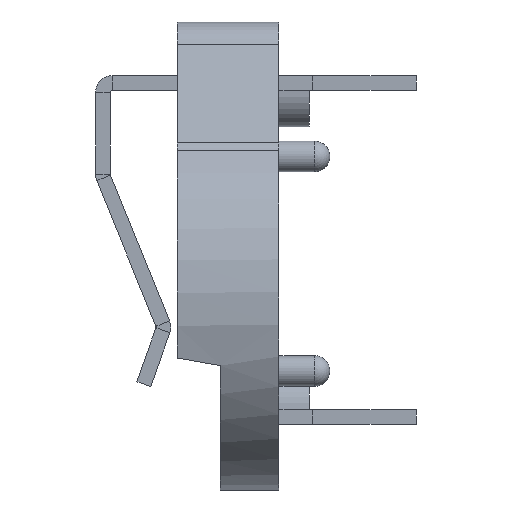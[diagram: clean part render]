
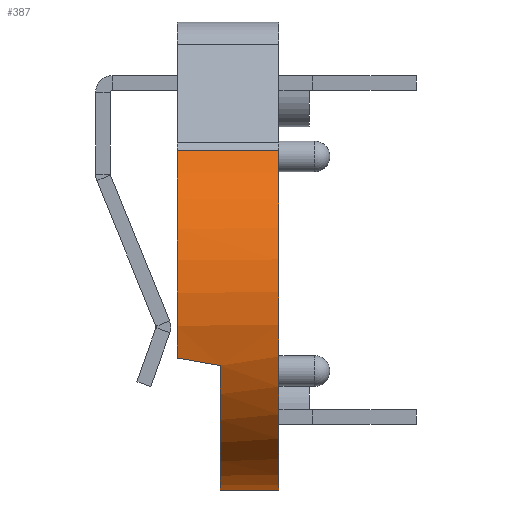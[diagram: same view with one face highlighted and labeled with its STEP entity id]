
A CAD part, left-side view. The second image highlights one B-rep face of the part: STEP entity #387.
In plain terms, the highlighted cylindrical face has radius 9.525 mm (diameter 19.05 mm), a partial arc.
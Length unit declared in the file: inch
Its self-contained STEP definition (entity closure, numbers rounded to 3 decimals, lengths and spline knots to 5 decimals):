
#39 = CARTESIAN_POINT ( 'NONE',  ( 0., -0.99349, 0. ) ) ;
#112 = LINE ( 'NONE', #503, #1161 ) ;
#200 = DIRECTION ( 'NONE',  ( 0., 0., -1. ) ) ;
#239 = DIRECTION ( 'NONE',  ( 0., 0., 1. ) ) ;
#351 = EDGE_CURVE ( 'NONE', #660, #2379, #923, .T. ) ;
#387 = ADVANCED_FACE ( 'NONE', ( #1886 ), #1519, .T. ) ;
#391 = CARTESIAN_POINT ( 'NONE',  ( -0.35693, 0.2, -0.115 ) ) ;
#497 =( BOUNDED_CURVE ( )  B_SPLINE_CURVE ( 3, ( #2520, #2258, #1610, #2750 ),
 .UNSPECIFIED., .F., .T. ) 
 B_SPLINE_CURVE_WITH_KNOTS ( ( 4, 4 ),
 ( 4.35841, 4.4007 ),
 .UNSPECIFIED. ) 
 CURVE ( )  GEOMETRIC_REPRESENTATION_ITEM ( )  RATIONAL_B_SPLINE_CURVE ( ( 1., 1., 1., 1. ) ) 
 REPRESENTATION_ITEM ( '' )  );
#503 = CARTESIAN_POINT ( 'NONE',  ( -0.025, -0.99349, -0.37417 ) ) ;
#644 = CARTESIAN_POINT ( 'NONE',  ( -0.025, 0.115, -0.37417 ) ) ;
#660 = VERTEX_POINT ( 'NONE', #2754 ) ;
#703 = AXIS2_PLACEMENT_3D ( 'NONE', #39, #1896, #2115 ) ;
#719 = DIRECTION ( 'NONE',  ( 0., 1., 0. ) ) ;
#783 = CIRCLE ( 'NONE', #2676, 0.375 ) ;
#844 = CARTESIAN_POINT ( 'NONE',  ( -0.025, 0., -0.37417 ) ) ;
#885 = DIRECTION ( 'NONE',  ( 0., 1., 0. ) ) ;
#923 = CIRCLE ( 'NONE', #1473, 0.375 ) ;
#1093 = CIRCLE ( 'NONE', #1777, 0.375 ) ;
#1161 = VECTOR ( 'NONE', #719, 39.37008 ) ;
#1284 = ORIENTED_EDGE ( 'NONE', *, *, #2715, .T. ) ;
#1348 = VERTEX_POINT ( 'NONE', #1562 ) ;
#1353 = DIRECTION ( 'NONE',  ( 0., -1., 0. ) ) ;
#1365 = VECTOR ( 'NONE', #2127, 39.37008 ) ;
#1469 = EDGE_CURVE ( 'NONE', #2325, #2379, #112, .T. ) ;
#1473 = AXIS2_PLACEMENT_3D ( 'NONE', #2028, #1353, #200 ) ;
#1477 = DIRECTION ( 'NONE',  ( 0., 1., 0. ) ) ;
#1519 = CYLINDRICAL_SURFACE ( 'NONE', #703, 0.375 ) ;
#1525 = ORIENTED_EDGE ( 'NONE', *, *, #2518, .F. ) ;
#1562 = CARTESIAN_POINT ( 'NONE',  ( -0.23383, 0.2, 0.29317 ) ) ;
#1610 = CARTESIAN_POINT ( 'NONE',  ( -0.35531, 0.17146, -0.12003 ) ) ;
#1777 = AXIS2_PLACEMENT_3D ( 'NONE', #2699, #885, #239 ) ;
#1886 = FACE_OUTER_BOUND ( 'NONE', #2721, .T. ) ;
#1895 = ORIENTED_EDGE ( 'NONE', *, *, #1964, .F. ) ;
#1896 = DIRECTION ( 'NONE',  ( 0., 1., 0. ) ) ;
#1940 = VERTEX_POINT ( 'NONE', #2003 ) ;
#1959 = CARTESIAN_POINT ( 'NONE',  ( 0., 0., 0. ) ) ;
#1964 = EDGE_CURVE ( 'NONE', #2871, #1348, #1093, .T. ) ;
#1972 = LINE ( 'NONE', #2549, #1365 ) ;
#2003 = CARTESIAN_POINT ( 'NONE',  ( -0.23383, 0., 0.29317 ) ) ;
#2028 = CARTESIAN_POINT ( 'NONE',  ( 0., 0.115, 0. ) ) ;
#2115 = DIRECTION ( 'NONE',  ( 0., 0., 1. ) ) ;
#2127 = DIRECTION ( 'NONE',  ( 0., 1., 0. ) ) ;
#2176 = DIRECTION ( 'NONE',  ( 0., 0., 1. ) ) ;
#2258 = CARTESIAN_POINT ( 'NONE',  ( -0.35358, 0.14312, -0.12503 ) ) ;
#2312 = EDGE_CURVE ( 'NONE', #2325, #1940, #783, .T. ) ;
#2325 = VERTEX_POINT ( 'NONE', #844 ) ;
#2379 = VERTEX_POINT ( 'NONE', #644 ) ;
#2395 = ORIENTED_EDGE ( 'NONE', *, *, #2312, .T. ) ;
#2457 = ORIENTED_EDGE ( 'NONE', *, *, #351, .T. ) ;
#2518 = EDGE_CURVE ( 'NONE', #660, #2871, #497, .T. ) ;
#2520 = CARTESIAN_POINT ( 'NONE',  ( -0.35175, 0.115, -0.12999 ) ) ;
#2549 = CARTESIAN_POINT ( 'NONE',  ( -0.23383, -0.99349, 0.29317 ) ) ;
#2676 = AXIS2_PLACEMENT_3D ( 'NONE', #1959, #1477, #2176 ) ;
#2699 = CARTESIAN_POINT ( 'NONE',  ( 0., 0.2, 0. ) ) ;
#2702 = ORIENTED_EDGE ( 'NONE', *, *, #1469, .F. ) ;
#2715 = EDGE_CURVE ( 'NONE', #1940, #1348, #1972, .T. ) ;
#2721 = EDGE_LOOP ( 'NONE', ( #2702, #2395, #1284, #1895, #1525, #2457 ) ) ;
#2750 = CARTESIAN_POINT ( 'NONE',  ( -0.35693, 0.2, -0.115 ) ) ;
#2754 = CARTESIAN_POINT ( 'NONE',  ( -0.35175, 0.115, -0.12999 ) ) ;
#2871 = VERTEX_POINT ( 'NONE', #391 ) ;
